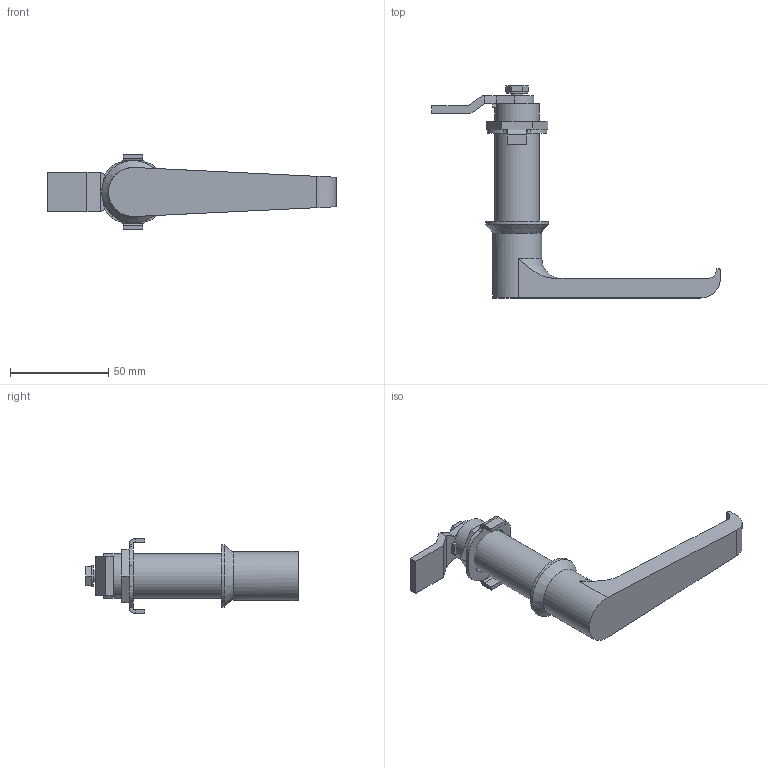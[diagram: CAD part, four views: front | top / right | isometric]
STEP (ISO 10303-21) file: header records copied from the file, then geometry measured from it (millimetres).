
FILE_DESCRIPTION(/* description */ (''),/* implementation_level */ '2;1');
FILE_NAME(/* name */ '140200',/* time_stamp */ '2014-10-06T13:28:19+02:00',/* author */ (''),/* organization */ (''),/* preprocessor_version */ 'ST-DEVELOPER v14',/* originating_system */ 'HiCAD 2013 1802.4 Build 509',/* authorisation */ '');
FILE_SCHEMA (('AUTOMOTIVE_DESIGN { 1 0 10303 214 1 1 1 1 }'));
Length unit declared in the file: millimetre
Products named in the file (10): Root; 140200Deurgreep ZAMAKBOIKON; 901906Kartelring  DIN 6798A EV M6Washers0; 140211Sluitlip 45 profielBOIKON; 140228Borgplaat, sleuf 10BOIKON; Bend zone; Sheet flange
Assembly tree (9 placements, depth 4):
  Root
    140200Deurgreep ZAMAKBOIKON
      901906Kartelring  DIN 6798A EV M6Washers0
      140211Sluitlip 45 profielBOIKON
      140228Borgplaat, sleuf 10BOIKON
        Bend zone
        Sheet flange
        Bend zone
        Sheet flange
        Sheet flange
Bounding box: 147 x 108 x 38.2 mm (x, y, z)
Volume: 69264.9 mm3; surface area: 19749 mm2
Topology: 8 solids, 8 shells, 119 faces, 284 edges, 191 vertices
Faces by surface type: plane 86, cylinder 31, torus 1, cone 1
Full cylindrical faces by diameter (mm): 6 x1, 6.4 x1, 11 x1, 22.5 x2, 25 x1, 32 x1
Entity records: 6514 total; most frequent: CARTESIAN_POINT 784, DIRECTION 610, PRESENTATION_STYLE_ASSIGNMENT 554, COLOUR_RGB 550, DRAUGHTING_PRE_DEFINED_CURVE_FONT 546, CURVE_STYLE 546, OVER_RIDING_STYLED_ITEM 546, ORIENTED_EDGE 546
